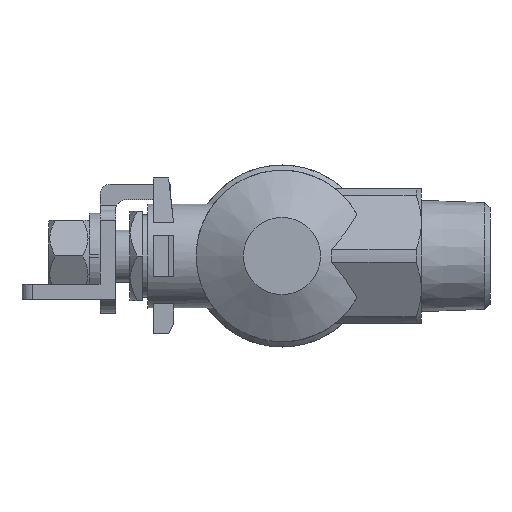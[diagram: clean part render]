
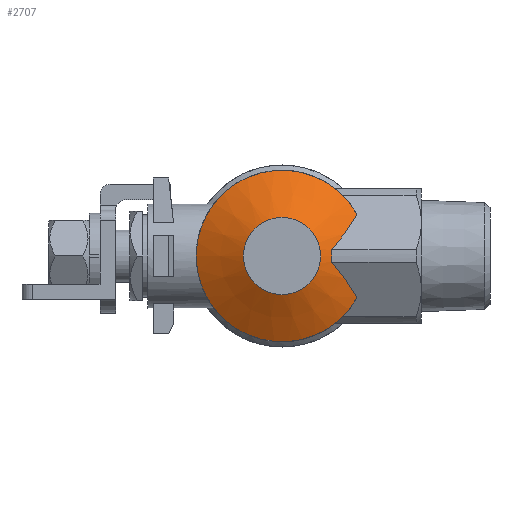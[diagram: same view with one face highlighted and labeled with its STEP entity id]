
A CAD part, left-side view. The second image highlights one B-rep face of the part: STEP entity #2707.
In plain terms, the highlighted conical face has half-angle 60.035 degrees and reference radius 7.42 mm.
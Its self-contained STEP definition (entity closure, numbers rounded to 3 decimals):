
#586=B_SPLINE_CURVE_WITH_KNOTS('',3,(#4354,#4355,#4356,#4357),
 .UNSPECIFIED.,.F.,.F.,(4,4),(0.,0.009),.UNSPECIFIED.);
#587=B_SPLINE_CURVE_WITH_KNOTS('',3,(#4371,#4372,#4373,#4374),
 .UNSPECIFIED.,.F.,.F.,(4,4),(0.,0.009),.UNSPECIFIED.);
#588=B_SPLINE_CURVE_WITH_KNOTS('',3,(#4378,#4379,#4380,#4381),
 .UNSPECIFIED.,.F.,.F.,(4,4),(0.,0.002),
 .UNSPECIFIED.);
#882=ORIENTED_EDGE('',*,*,#1542,.F.);
#883=ORIENTED_EDGE('',*,*,#1549,.F.);
#884=ORIENTED_EDGE('',*,*,#1547,.F.);
#885=ORIENTED_EDGE('',*,*,#1554,.F.);
#886=ORIENTED_EDGE('',*,*,#1508,.T.);
#1508=EDGE_CURVE('',#1878,#1878,#2105,.T.);
#1542=EDGE_CURVE('',#1900,#1901,#586,.T.);
#1547=EDGE_CURVE('',#1902,#1903,#587,.T.);
#1549=EDGE_CURVE('',#1903,#1900,#588,.T.);
#1554=EDGE_CURVE('',#1901,#1902,#2115,.T.);
#1878=VERTEX_POINT('',#4219);
#1900=VERTEX_POINT('',#4353);
#1901=VERTEX_POINT('',#4358);
#1902=VERTEX_POINT('',#4370);
#1903=VERTEX_POINT('',#4375);
#2105=CIRCLE('',#2956,7.42);
#2115=CIRCLE('',#2987,16.5);
#2262=EDGE_LOOP('',(#882,#883,#884,#885));
#2263=EDGE_LOOP('',(#886));
#2476=FACE_BOUND('',#2262,.T.);
#2477=FACE_BOUND('',#2263,.T.);
#2640=CONICAL_SURFACE('',#2988,7.42,1.048);
#2707=ADVANCED_FACE('',(#2476,#2477),#2640,.T.);
#2956=AXIS2_PLACEMENT_3D('',#4218,#3363,#3364);
#2987=AXIS2_PLACEMENT_3D('',#4399,#3437,#3438);
#2988=AXIS2_PLACEMENT_3D('',#4400,#3439,#3440);
#3363=DIRECTION('',(1.,0.,0.));
#3364=DIRECTION('',(0.,1.,0.));
#3437=DIRECTION('',(1.,0.,0.));
#3438=DIRECTION('',(0.,1.,0.));
#3439=DIRECTION('',(1.,0.,0.));
#3440=DIRECTION('',(0.,1.,0.));
#4218=CARTESIAN_POINT('',(-15.5,0.,0.));
#4219=CARTESIAN_POINT('',(-15.5,7.42,0.));
#4353=CARTESIAN_POINT('',(-14.199,-9.601,-1.207));
#4354=CARTESIAN_POINT('',(-14.199,-9.601,-1.207));
#4355=CARTESIAN_POINT('',(-12.971,-11.48,-3.333));
#4356=CARTESIAN_POINT('',(-11.639,-13.017,-5.641));
#4357=CARTESIAN_POINT('',(-10.265,-14.42,-8.02));
#4358=CARTESIAN_POINT('',(-10.265,-14.42,-8.02));
#4370=CARTESIAN_POINT('',(-10.265,-14.42,8.02));
#4371=CARTESIAN_POINT('',(-10.265,-14.42,8.02));
#4372=CARTESIAN_POINT('',(-11.639,-13.017,5.641));
#4373=CARTESIAN_POINT('',(-12.971,-11.48,3.333));
#4374=CARTESIAN_POINT('',(-14.199,-9.601,1.207));
#4375=CARTESIAN_POINT('',(-14.199,-9.601,1.207));
#4378=CARTESIAN_POINT('',(-14.199,-9.601,1.207));
#4379=CARTESIAN_POINT('',(-14.267,-9.583,0.404));
#4380=CARTESIAN_POINT('',(-14.267,-9.583,-0.404));
#4381=CARTESIAN_POINT('',(-14.199,-9.601,-1.207));
#4399=CARTESIAN_POINT('',(-10.265,0.,0.));
#4400=CARTESIAN_POINT('',(-15.5,0.,0.));
